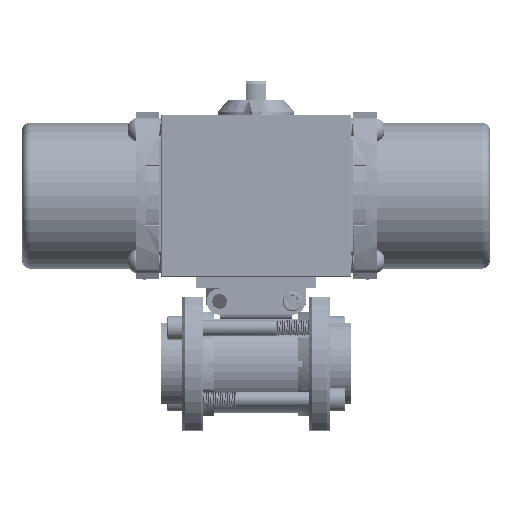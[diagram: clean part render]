
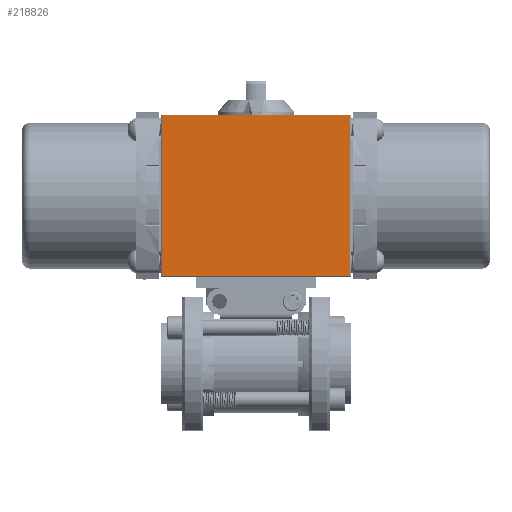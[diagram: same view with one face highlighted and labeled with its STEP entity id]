
A CAD part, top view. The second image highlights one B-rep face of the part: STEP entity #218826.
In plain terms, the highlighted planar face has unit normal (0, 0, 1).
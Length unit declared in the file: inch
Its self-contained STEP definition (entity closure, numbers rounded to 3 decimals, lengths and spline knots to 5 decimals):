
#12913 = EDGE_CURVE ( 'NONE', #211115, #210364, #220631, .T. ) ;
#14056 = CARTESIAN_POINT ( 'NONE',  ( -2.275, 2.094, 1.55 ) ) ;
#17351 = DIRECTION ( 'NONE',  ( 0., 1., 0. ) ) ;
#24555 = ORIENTED_EDGE ( 'NONE', *, *, #201198, .T. ) ;
#28607 = VECTOR ( 'NONE', #197584, 39.37008 ) ;
#33125 = CARTESIAN_POINT ( 'NONE',  ( 2.251, 5.954, 1.55 ) ) ;
#38085 = CARTESIAN_POINT ( 'NONE',  ( -2.255, 5.954, 1.55 ) ) ;
#40250 = EDGE_CURVE ( 'NONE', #195174, #56593, #75695, .T. ) ;
#49110 = DIRECTION ( 'NONE',  ( 0., -1., 0. ) ) ;
#49569 = AXIS2_PLACEMENT_3D ( 'NONE', #56014, #197167, #91653 ) ;
#56014 = CARTESIAN_POINT ( 'NONE',  ( -2.275, 5.974, 1.55 ) ) ;
#56593 = VERTEX_POINT ( 'NONE', #38085 ) ;
#58283 = EDGE_LOOP ( 'NONE', ( #24555, #130189, #183541, #96971 ) ) ;
#73870 = PLANE ( 'NONE',  #49569 ) ;
#75695 = LINE ( 'NONE', #196809, #28607 ) ;
#85345 = VECTOR ( 'NONE', #17351, 39.37008 ) ;
#91653 = DIRECTION ( 'NONE',  ( 0., -1., 0. ) ) ;
#96971 = ORIENTED_EDGE ( 'NONE', *, *, #12913, .T. ) ;
#123191 = CARTESIAN_POINT ( 'NONE',  ( 2.251, 5.974, 1.55 ) ) ;
#123516 = EDGE_CURVE ( 'NONE', #56593, #211115, #136434, .T. ) ;
#130189 = ORIENTED_EDGE ( 'NONE', *, *, #40250, .T. ) ;
#132223 = LINE ( 'NONE', #123191, #85345 ) ;
#136434 = LINE ( 'NONE', #137889, #183342 ) ;
#137627 = DIRECTION ( 'NONE',  ( 1., 0., 0. ) ) ;
#137889 = CARTESIAN_POINT ( 'NONE',  ( -2.255, 2.074, 1.55 ) ) ;
#158137 = CARTESIAN_POINT ( 'NONE',  ( -2.255, 2.094, 1.55 ) ) ;
#170316 = FACE_OUTER_BOUND ( 'NONE', #58283, .T. ) ;
#173746 = VECTOR ( 'NONE', #137627, 39.37008 ) ;
#183342 = VECTOR ( 'NONE', #49110, 39.37008 ) ;
#183541 = ORIENTED_EDGE ( 'NONE', *, *, #123516, .T. ) ;
#195174 = VERTEX_POINT ( 'NONE', #33125 ) ;
#196809 = CARTESIAN_POINT ( 'NONE',  ( -2.275, 5.954, 1.55 ) ) ;
#197167 = DIRECTION ( 'NONE',  ( 0., 0., -1. ) ) ;
#197584 = DIRECTION ( 'NONE',  ( -1., 0., 0. ) ) ;
#201198 = EDGE_CURVE ( 'NONE', #210364, #195174, #132223, .T. ) ;
#210364 = VERTEX_POINT ( 'NONE', #221618 ) ;
#211115 = VERTEX_POINT ( 'NONE', #158137 ) ;
#218826 = ADVANCED_FACE ( 'NONE', ( #170316 ), #73870, .F. ) ;
#220631 = LINE ( 'NONE', #14056, #173746 ) ;
#221618 = CARTESIAN_POINT ( 'NONE',  ( 2.251, 2.094, 1.55 ) ) ;
